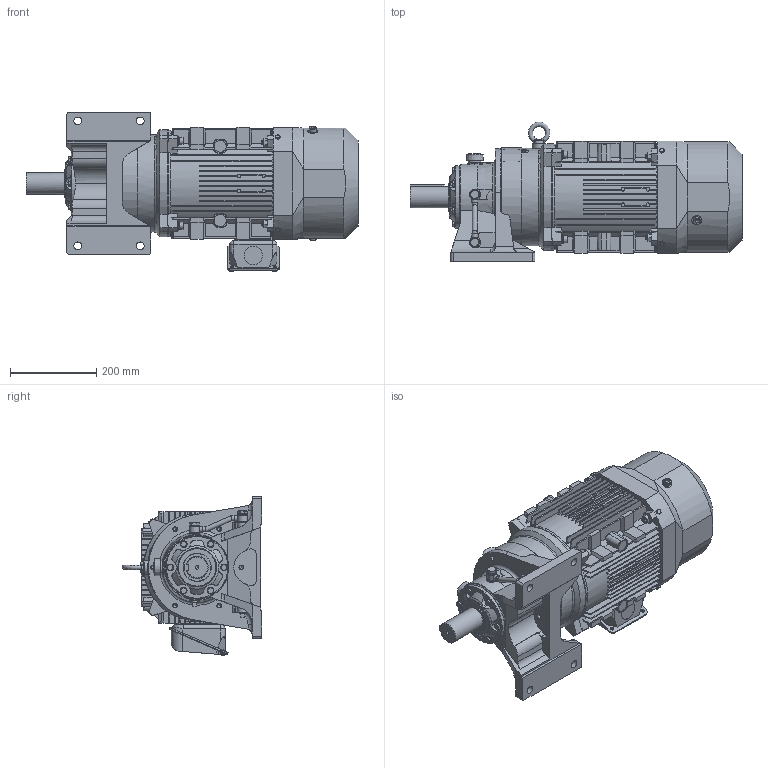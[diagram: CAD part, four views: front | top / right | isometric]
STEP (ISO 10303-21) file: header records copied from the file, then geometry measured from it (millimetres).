
FILE_DESCRIPTION(/* description */ (''),/* implementation_level */ '2;1');
FILE_NAME(/* name */ 'CHHM10-614-B.stp',/* time_stamp */ '2017-12-07T15:23:24+09:00',/* author */ ('Trn_Phuong'),/* organization */ (''),/* preprocessor_version */ 'ST-DEVELOPER v15.6',/* originating_system */ 'Autodesk Inventor 2015',/* authorisation */ '');
FILE_SCHEMA (('AUTOMOTIVE_DESIGN { 1 0 10303 214 3 1 1 }'));
Products named in the file (1): GN_CHHM10-614
Bounding box: 770.5 x 323.99 x 370.01 mm (x, y, z)
Volume: 913877.9 mm3; surface area: 1467438.1 mm2
Topology: 31 solids, 35 shells, 2907 faces, 7218 edges, 4640 vertices
Faces by surface type: plane 2105, cylinder 405, cone 324, torus 45, bspline 23, sphere 5
Full cylindrical faces by diameter (mm): 2.2 x4, 5 x4, 5.386 x2, 5.5 x4, 6 x4, 6.912 x6, 7 x8, 8 x6, 8.376 x7, 8.566 x2, 9 x6, 10 x16, 10.106 x2, 10.5 x4, 11 x22, 11.445 x4, 11.5 x3, 14 x2, 16 x8, 18 x4, 18.631 x1, 20 x4, 21 x4, 23 x4, 28 x5, 30 x1, 32 x1, 43 x1, 50 x1, 52 x2
Entity records: 91210 total; most frequent: CARTESIAN_POINT 21668, ORIENTED_EDGE 13754, DIRECTION 13083, EDGE_CURVE 6865, LINE 4643, VECTOR 4643, VERTEX_POINT 4529, AXIS2_PLACEMENT_3D 4220
